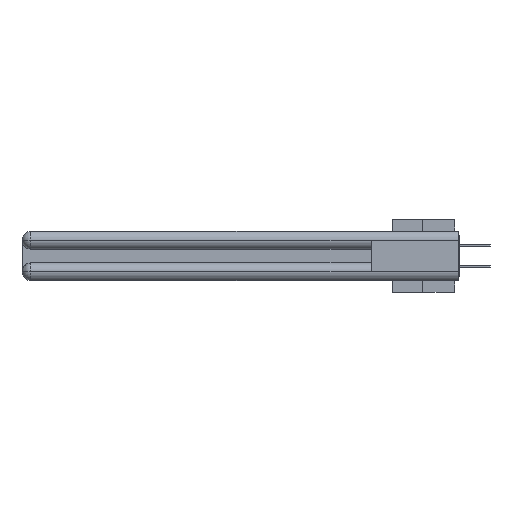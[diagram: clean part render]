
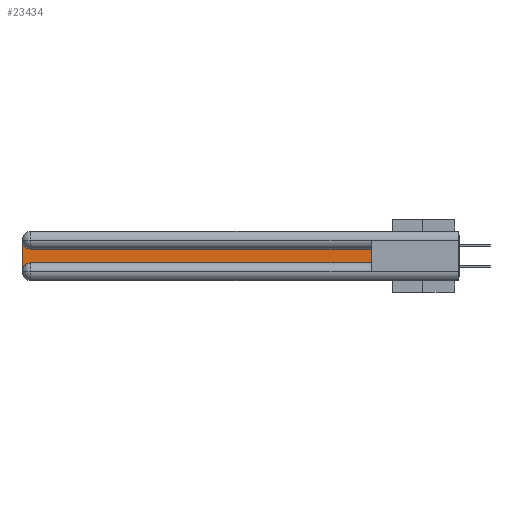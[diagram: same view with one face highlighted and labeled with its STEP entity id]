
A CAD part, left-side view. The second image highlights one B-rep face of the part: STEP entity #23434.
In plain terms, the highlighted planar face has unit normal (-1, 0, 0).
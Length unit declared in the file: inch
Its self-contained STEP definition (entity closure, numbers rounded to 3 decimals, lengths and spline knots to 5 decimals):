
#279 = LINE ( 'NONE', #41669, #28591 ) ;
#932 = DIRECTION ( 'NONE',  ( 0., 1., 0. ) ) ;
#1202 = VERTEX_POINT ( 'NONE', #21341 ) ;
#2623 = CARTESIAN_POINT ( 'NONE',  ( 0.075, 0.6, -0.2175 ) ) ;
#4269 = DIRECTION ( 'NONE',  ( 0., 0., -1. ) ) ;
#5099 = DIRECTION ( 'NONE',  ( 0., -1., 0. ) ) ;
#5582 = VERTEX_POINT ( 'NONE', #25748 ) ;
#5676 = ORIENTED_EDGE ( 'NONE', *, *, #35681, .T. ) ;
#6387 = EDGE_CURVE ( 'NONE', #24310, #29299, #42867, .T. ) ;
#9767 = DIRECTION ( 'NONE',  ( 0., 0., 1. ) ) ;
#10549 = DIRECTION ( 'NONE',  ( 1., 0., 0. ) ) ;
#11641 = CIRCLE ( 'NONE', #30357, 0.06 ) ;
#11683 = CARTESIAN_POINT ( 'NONE',  ( 0.075, 0.6, -0.2175 ) ) ;
#11757 = ORIENTED_EDGE ( 'NONE', *, *, #29233, .T. ) ;
#11840 = LINE ( 'NONE', #11683, #18274 ) ;
#12627 = CARTESIAN_POINT ( 'NONE',  ( 0.075, 2.94, -0.2775 ) ) ;
#12768 = DIRECTION ( 'NONE',  ( 1., 0., 0. ) ) ;
#14596 = VECTOR ( 'NONE', #9767, 39.37008 ) ;
#18274 = VECTOR ( 'NONE', #5099, 39.37008 ) ;
#19498 = DIRECTION ( 'NONE',  ( 0., 0., -1. ) ) ;
#19520 = ORIENTED_EDGE ( 'NONE', *, *, #32945, .T. ) ;
#19798 = PLANE ( 'NONE',  #28298 ) ;
#21341 = CARTESIAN_POINT ( 'NONE',  ( 0.075, 2.94, -0.2175 ) ) ;
#22045 = LINE ( 'NONE', #31352, #31114 ) ;
#23237 = DIRECTION ( 'NONE',  ( 1., 0., 0. ) ) ;
#23434 = ADVANCED_FACE ( 'NONE', ( #28318 ), #19798, .F. ) ;
#23968 = CARTESIAN_POINT ( 'NONE',  ( 0.075, 2.94, -0.0625 ) ) ;
#24009 = VERTEX_POINT ( 'NONE', #43221 ) ;
#24310 = VERTEX_POINT ( 'NONE', #32864 ) ;
#25237 = ORIENTED_EDGE ( 'NONE', *, *, #43605, .T. ) ;
#25748 = CARTESIAN_POINT ( 'NONE',  ( 0.075, 3., -0.0625 ) ) ;
#27522 = ORIENTED_EDGE ( 'NONE', *, *, #33087, .T. ) ;
#27725 = DIRECTION ( 'NONE',  ( 0., 0., -1. ) ) ;
#28298 = AXIS2_PLACEMENT_3D ( 'NONE', #39914, #23237, #19498 ) ;
#28318 = FACE_OUTER_BOUND ( 'NONE', #42587, .T. ) ;
#28591 = VECTOR ( 'NONE', #4269, 39.37008 ) ;
#29233 = EDGE_CURVE ( 'NONE', #5582, #42568, #279, .T. ) ;
#29299 = VERTEX_POINT ( 'NONE', #42982 ) ;
#29447 = CARTESIAN_POINT ( 'NONE',  ( 0.075, 3., -0.2775 ) ) ;
#30357 = AXIS2_PLACEMENT_3D ( 'NONE', #23968, #10549, #27725 ) ;
#31114 = VECTOR ( 'NONE', #932, 39.37008 ) ;
#31352 = CARTESIAN_POINT ( 'NONE',  ( 0.075, 0.6, -0.1225 ) ) ;
#32864 = CARTESIAN_POINT ( 'NONE',  ( 0.075, 0.6, -0.2175 ) ) ;
#32945 = EDGE_CURVE ( 'NONE', #42568, #1202, #40140, .T. ) ;
#33087 = EDGE_CURVE ( 'NONE', #1202, #24310, #11840, .T. ) ;
#35681 = EDGE_CURVE ( 'NONE', #24009, #5582, #11641, .T. ) ;
#36571 = AXIS2_PLACEMENT_3D ( 'NONE', #12627, #12768, #40059 ) ;
#39914 = CARTESIAN_POINT ( 'NONE',  ( 0.075, 3., -0.1225 ) ) ;
#40059 = DIRECTION ( 'NONE',  ( 0., 0., -1. ) ) ;
#40140 = CIRCLE ( 'NONE', #36571, 0.06 ) ;
#41669 = CARTESIAN_POINT ( 'NONE',  ( 0.075, 3., -0.2175 ) ) ;
#42568 = VERTEX_POINT ( 'NONE', #29447 ) ;
#42587 = EDGE_LOOP ( 'NONE', ( #25237, #5676, #11757, #19520, #27522, #43455 ) ) ;
#42867 = LINE ( 'NONE', #2623, #14596 ) ;
#42982 = CARTESIAN_POINT ( 'NONE',  ( 0.075, 0.6, -0.1225 ) ) ;
#43221 = CARTESIAN_POINT ( 'NONE',  ( 0.075, 2.94, -0.1225 ) ) ;
#43455 = ORIENTED_EDGE ( 'NONE', *, *, #6387, .T. ) ;
#43605 = EDGE_CURVE ( 'NONE', #29299, #24009, #22045, .T. ) ;
